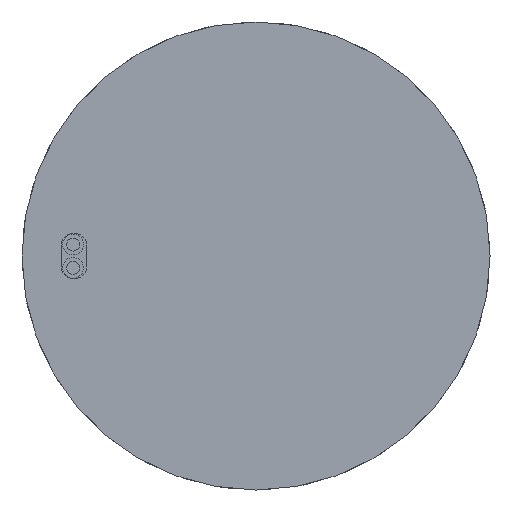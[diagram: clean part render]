
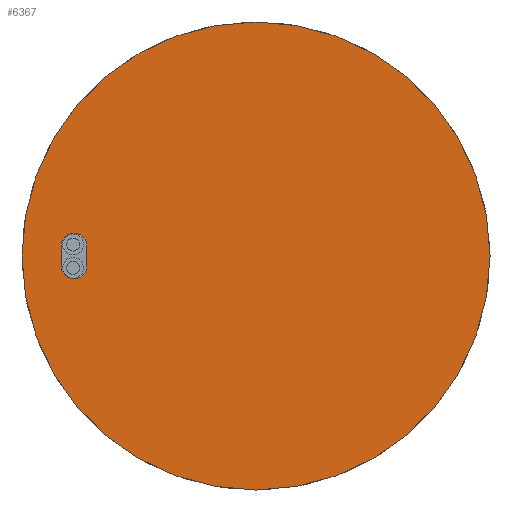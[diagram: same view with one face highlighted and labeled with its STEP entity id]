
A CAD part, front view. The second image highlights one B-rep face of the part: STEP entity #6367.
In plain terms, the highlighted face is planar.
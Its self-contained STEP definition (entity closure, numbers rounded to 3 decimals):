
#136 = EDGE_CURVE ( 'NONE', #8445, #6222, #1015, .T. ) ;
#211 = CARTESIAN_POINT ( 'NONE',  ( 18., 5., 0. ) ) ;
#385 = ORIENTED_EDGE ( 'NONE', *, *, #4512, .F. ) ;
#638 = VERTEX_POINT ( 'NONE', #811 ) ;
#736 = DIRECTION ( 'NONE',  ( 0., 1., 0. ) ) ;
#783 = DIRECTION ( 'NONE',  ( 0., 0., 1. ) ) ;
#811 = CARTESIAN_POINT ( 'NONE',  ( 0.75, 5., -15. ) ) ;
#1015 = CIRCLE ( 'NONE', #5235, 1. ) ;
#1128 = AXIS2_PLACEMENT_3D ( 'NONE', #6953, #9298, #2179 ) ;
#1186 = VECTOR ( 'NONE', #8162, 1000. ) ;
#1553 = CARTESIAN_POINT ( 'NONE',  ( -0.75, 5., -14. ) ) ;
#1664 = CARTESIAN_POINT ( 'NONE',  ( 18., 5., -13. ) ) ;
#1730 = EDGE_LOOP ( 'NONE', ( #2857, #8538, #3817, #3359 ) ) ;
#1985 = LINE ( 'NONE', #2842, #2759 ) ;
#2179 = DIRECTION ( 'NONE',  ( 0., 0., 1. ) ) ;
#2398 = DIRECTION ( 'NONE',  ( 0., 0., 1. ) ) ;
#2759 = VECTOR ( 'NONE', #7554, 1000. ) ;
#2814 = EDGE_CURVE ( 'NONE', #638, #8445, #1985, .T. ) ;
#2842 = CARTESIAN_POINT ( 'NONE',  ( 18., 5., -15. ) ) ;
#2857 = ORIENTED_EDGE ( 'NONE', *, *, #136, .F. ) ;
#2865 = CARTESIAN_POINT ( 'NONE',  ( 0., 5., -18. ) ) ;
#3117 = CARTESIAN_POINT ( 'NONE',  ( 0.75, 5., -13. ) ) ;
#3241 = DIRECTION ( 'NONE',  ( 0., 1., 0. ) ) ;
#3347 = PLANE ( 'NONE',  #9615 ) ;
#3359 = ORIENTED_EDGE ( 'NONE', *, *, #5963, .F. ) ;
#3761 = VERTEX_POINT ( 'NONE', #2865 ) ;
#3817 = ORIENTED_EDGE ( 'NONE', *, *, #9084, .F. ) ;
#3987 = CIRCLE ( 'NONE', #1128, 1. ) ;
#4152 = FACE_OUTER_BOUND ( 'NONE', #7128, .T. ) ;
#4286 = LINE ( 'NONE', #1664, #1186 ) ;
#4336 = VERTEX_POINT ( 'NONE', #3117 ) ;
#4512 = EDGE_CURVE ( 'NONE', #3761, #3761, #8174, .T. ) ;
#5177 = CARTESIAN_POINT ( 'NONE',  ( -0.75, 5., -15. ) ) ;
#5235 = AXIS2_PLACEMENT_3D ( 'NONE', #1553, #736, #783 ) ;
#5677 = DIRECTION ( 'NONE',  ( 0., -1., 0. ) ) ;
#5963 = EDGE_CURVE ( 'NONE', #6222, #4336, #4286, .T. ) ;
#6222 = VERTEX_POINT ( 'NONE', #9358 ) ;
#6367 = ADVANCED_FACE ( 'NONE', ( #9830, #4152 ), #3347, .T. ) ;
#6613 = CARTESIAN_POINT ( 'NONE',  ( 0., 5., 0. ) ) ;
#6953 = CARTESIAN_POINT ( 'NONE',  ( 0.75, 5., -14. ) ) ;
#7128 = EDGE_LOOP ( 'NONE', ( #385 ) ) ;
#7554 = DIRECTION ( 'NONE',  ( -1., 0., 0. ) ) ;
#8162 = DIRECTION ( 'NONE',  ( 1., 0., 0. ) ) ;
#8174 = CIRCLE ( 'NONE', #8513, 18. ) ;
#8445 = VERTEX_POINT ( 'NONE', #5177 ) ;
#8513 = AXIS2_PLACEMENT_3D ( 'NONE', #6613, #5677, #9808 ) ;
#8538 = ORIENTED_EDGE ( 'NONE', *, *, #2814, .F. ) ;
#9084 = EDGE_CURVE ( 'NONE', #4336, #638, #3987, .T. ) ;
#9298 = DIRECTION ( 'NONE',  ( 0., 1., 0. ) ) ;
#9358 = CARTESIAN_POINT ( 'NONE',  ( -0.75, 5., -13. ) ) ;
#9615 = AXIS2_PLACEMENT_3D ( 'NONE', #211, #3241, #2398 ) ;
#9808 = DIRECTION ( 'NONE',  ( 0., 0., -1. ) ) ;
#9830 = FACE_BOUND ( 'NONE', #1730, .T. ) ;
